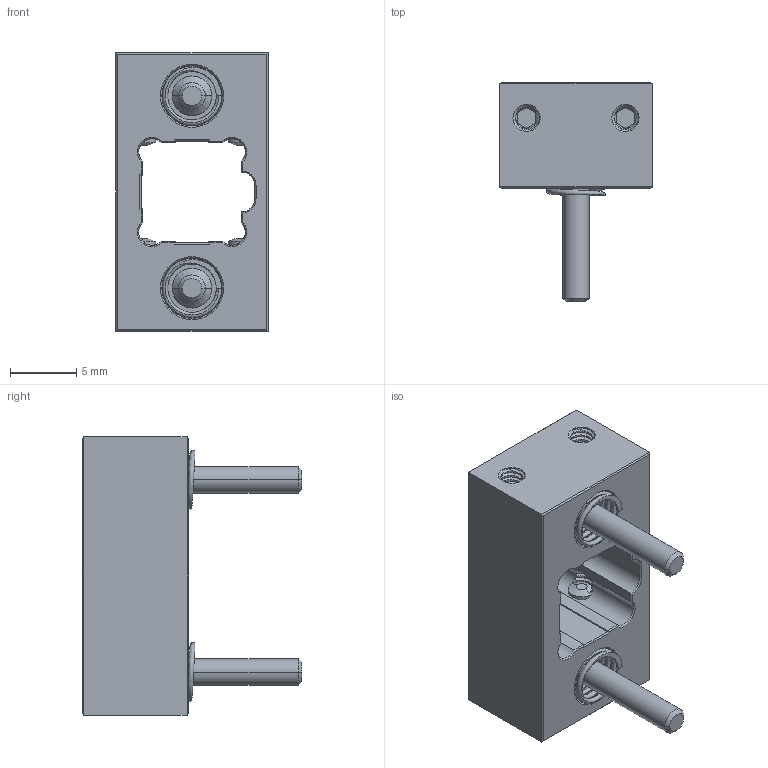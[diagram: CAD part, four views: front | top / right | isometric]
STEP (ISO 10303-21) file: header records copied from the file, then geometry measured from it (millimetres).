
FILE_DESCRIPTION (( 'STEP AP203' ), '1' );
FILE_NAME ('INGUN_HAS-819_160.STEP', '2022-05-09T06:05:12', ( 'ochi' ), ( '' ), 'SwSTEP 2.0', 'SolidWorks 2018', '' );
FILE_SCHEMA (( 'CONFIG_CONTROL_DESIGN' ));
Products named in the file (1): INGUN_HAS-819_160
Bounding box: 11.5 x 16.55 x 21 mm (x, y, z)
Volume: 1345.4 mm3; surface area: 1824.1 mm2
Topology: 1 solids, 1 shells, 484 faces, 1288 edges, 822 vertices
Faces by surface type: plane 208, cylinder 136, bspline 80, cone 60
Entity records: 45551 total; most frequent: CARTESIAN_POINT 34813, ORIENTED_EDGE 2568, DIRECTION 1794, EDGE_CURVE 1284, VERTEX_POINT 822, AXIS2_PLACEMENT_3D 633, VECTOR 528, LINE 528
